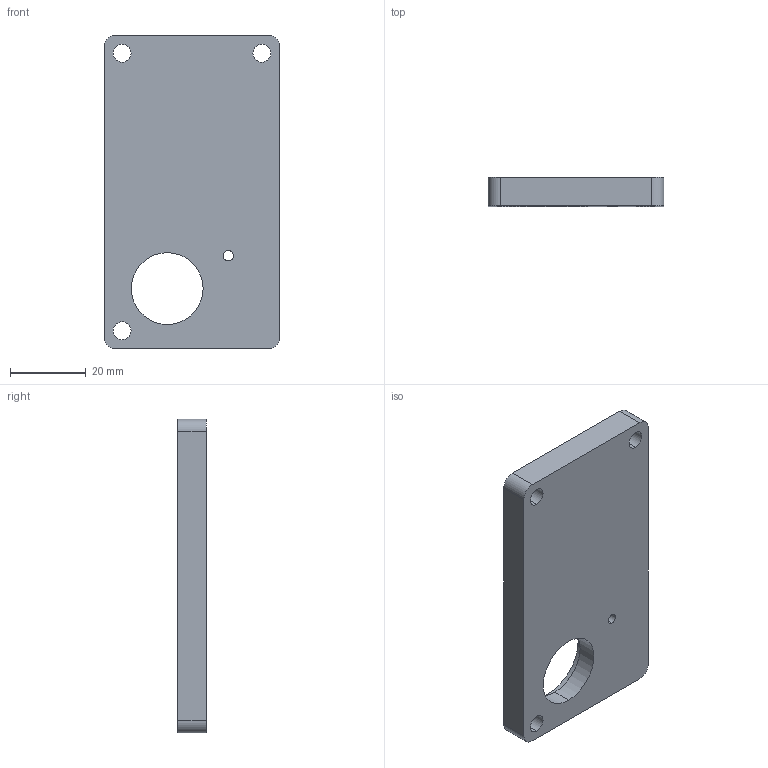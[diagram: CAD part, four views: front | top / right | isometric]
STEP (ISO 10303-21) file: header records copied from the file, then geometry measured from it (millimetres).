
FILE_DESCRIPTION (( 'STEP AP203' ), '1' );
FILE_NAME ('Army Vent PEEP 02, Body_HPDC_r0.STEP', '2020-04-09T01:12:24', ( '' ), ( '' ), 'SwSTEP 2.0', 'SolidWorks 2017', '' );
FILE_SCHEMA (( 'CONFIG_CONTROL_DESIGN' ));
Length unit declared in the file: millimetre
Products named in the file (1): Army Vent PEEP 02, Body_HPDC_r0
Bounding box: 46.5 x 7.54 x 83 mm (x, y, z)
Volume: 24512.4 mm3; surface area: 10621.4 mm2
Topology: 1 solids, 1 shells, 67 faces, 192 edges, 128 vertices
Faces by surface type: cylinder 36, plane 31
Entity records: 2323 total; most frequent: DIRECTION 408, CARTESIAN_POINT 388, ORIENTED_EDGE 384, EDGE_CURVE 192, AXIS2_PLACEMENT_3D 148, VERTEX_POINT 128, LINE 112, VECTOR 112
